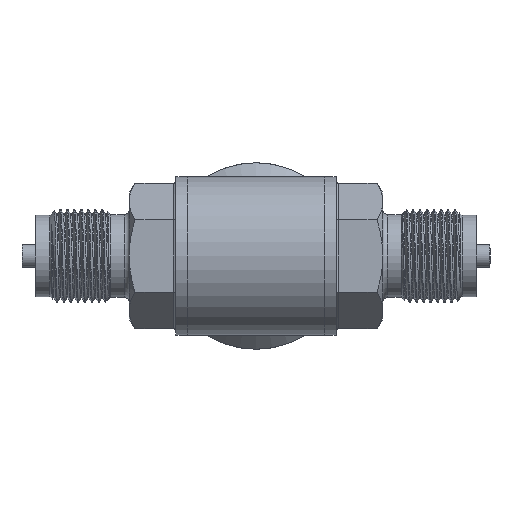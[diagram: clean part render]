
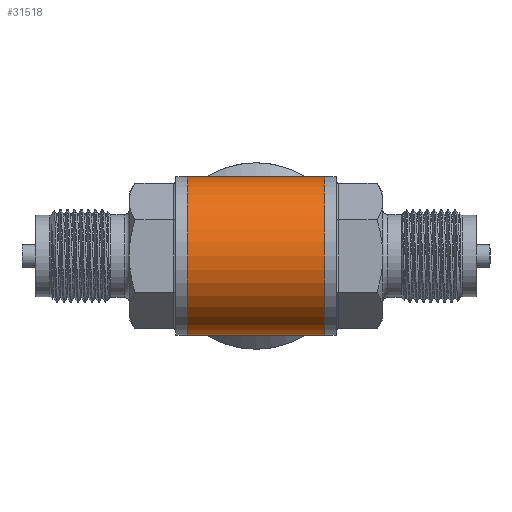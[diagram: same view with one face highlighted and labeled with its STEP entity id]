
A CAD part, front view. The second image highlights one B-rep face of the part: STEP entity #31518.
In plain terms, the highlighted cylindrical face has radius 17 mm (diameter 34 mm), a full revolution.
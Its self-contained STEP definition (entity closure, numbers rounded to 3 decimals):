
#175=FACE_BOUND('',#4044,.T.);
#2251=FACE_OUTER_BOUND('',#4043,.T.);
#4043=EDGE_LOOP('',(#23392,#23393,#23394,#23395));
#4044=EDGE_LOOP('',(#23396,#23397));
#5596=CIRCLE('',#33217,17.);
#5597=CIRCLE('',#33218,17.);
#6771=B_SPLINE_CURVE_WITH_KNOTS('',3,(#57642,#57643,#57644,#57645,#57646,
#57647,#57648,#57649,#57650,#57651,#57652,#57653,#57654,#57655,#57656,#57657,
#57658,#57659,#57660,#57661),.UNSPECIFIED.,.F.,.F.,(4,2,2,2,2,2,2,2,2,4),
(-5.022,-4.957,-4.66,-4.362,
-4.065,-3.767,-3.47,-2.9,
-2.615,-2.33),.UNSPECIFIED.);
#6772=B_SPLINE_CURVE_WITH_KNOTS('',3,(#57662,#57663,#57664,#57665,#57666,
#57667,#57668,#57669,#57670,#57671,#57672,#57673,#57674,#57675,#57676,#57677,
#57678,#57679,#57680,#57681,#57682,#57683,#57684,#57685,#57686,#57687,#57688,
#57689,#57690,#57691,#57692,#57693,#57694,#57695,#57696,#57697,#57698,#57699,
#57700,#57701,#57702,#57703,#57704),.UNSPECIFIED.,.F.,.F.,(4,2,2,2,2,2,
2,3,2,2,2,2,2,2,2,2,2,2,2,2,4),(-2.33,-2.045,-1.76,
-1.19,-0.893,-0.595,-0.298,
0.,0.298,0.595,0.893,1.19,
1.76,2.045,2.33,2.615,2.9,
3.47,3.767,4.065,4.297),
 .UNSPECIFIED.);
#7549=LINE('',#57720,#10588);
#10588=VECTOR('',#36089,17.);
#13961=VERTEX_POINT('',#57640);
#13962=VERTEX_POINT('',#57641);
#13965=VERTEX_POINT('',#57717);
#13966=VERTEX_POINT('',#57719);
#17499=EDGE_CURVE('',#13961,#13962,#6771,.T.);
#17500=EDGE_CURVE('',#13962,#13961,#6772,.T.);
#17505=EDGE_CURVE('',#13965,#13965,#5596,.T.);
#17506=EDGE_CURVE('',#13965,#13966,#7549,.T.);
#17507=EDGE_CURVE('',#13966,#13966,#5597,.T.);
#23392=ORIENTED_EDGE('',*,*,#17505,.F.);
#23393=ORIENTED_EDGE('',*,*,#17506,.T.);
#23394=ORIENTED_EDGE('',*,*,#17507,.F.);
#23395=ORIENTED_EDGE('',*,*,#17506,.F.);
#23396=ORIENTED_EDGE('',*,*,#17499,.T.);
#23397=ORIENTED_EDGE('',*,*,#17500,.T.);
#30922=CYLINDRICAL_SURFACE('',#33216,17.);
#31518=ADVANCED_FACE('',(#2251,#175),#30922,.T.);
#33216=AXIS2_PLACEMENT_3D('',#57716,#36085,#36086);
#33217=AXIS2_PLACEMENT_3D('',#57718,#36087,#36088);
#33218=AXIS2_PLACEMENT_3D('',#57721,#36090,#36091);
#36085=DIRECTION('center_axis',(1.,0.,0.));
#36086=DIRECTION('ref_axis',(0.,0.,-1.));
#36087=DIRECTION('center_axis',(1.,0.,0.));
#36088=DIRECTION('ref_axis',(0.,0.,-1.));
#36089=DIRECTION('',(-1.,0.,0.));
#36090=DIRECTION('center_axis',(-1.,0.,0.));
#36091=DIRECTION('ref_axis',(0.,0.,-1.));
#57640=CARTESIAN_POINT('',(3.5,9.909,13.813));
#57641=CARTESIAN_POINT('',(-14.25,17.,0.));
#57642=CARTESIAN_POINT('Ctrl Pts',(3.5,9.909,13.813));
#57643=CARTESIAN_POINT('Ctrl Pts',(3.3,9.838,13.864));
#57644=CARTESIAN_POINT('Ctrl Pts',(3.099,9.772,13.911));
#57645=CARTESIAN_POINT('Ctrl Pts',(1.961,9.433,14.147));
#57646=CARTESIAN_POINT('Ctrl Pts',(0.992,9.27,14.25));
#57647=CARTESIAN_POINT('Ctrl Pts',(-0.992,9.27,
14.25));
#57648=CARTESIAN_POINT('Ctrl Pts',(-1.961,9.433,14.147));
#57649=CARTESIAN_POINT('Ctrl Pts',(-3.829,9.99,13.759));
#57650=CARTESIAN_POINT('Ctrl Pts',(-4.729,10.381,13.475));
#57651=CARTESIAN_POINT('Ctrl Pts',(-6.439,11.264,12.746));
#57652=CARTESIAN_POINT('Ctrl Pts',(-7.251,11.755,12.301));
#57653=CARTESIAN_POINT('Ctrl Pts',(-8.759,12.741,11.277));
#57654=CARTESIAN_POINT('Ctrl Pts',(-9.454,13.234,10.698));
#57655=CARTESIAN_POINT('Ctrl Pts',(-11.268,14.569,8.885));
#57656=CARTESIAN_POINT('Ctrl Pts',(-12.355,15.44,7.35));
#57657=CARTESIAN_POINT('Ctrl Pts',(-13.475,16.354,4.732));
#57658=CARTESIAN_POINT('Ctrl Pts',(-13.766,16.596,3.807));
#57659=CARTESIAN_POINT('Ctrl Pts',(-14.154,16.919,1.916));
#57660=CARTESIAN_POINT('Ctrl Pts',(-14.25,17.,0.95));
#57661=CARTESIAN_POINT('Ctrl Pts',(-14.25,17.,0.));
#57662=CARTESIAN_POINT('Ctrl Pts',(-14.25,17.,0.));
#57663=CARTESIAN_POINT('Ctrl Pts',(-14.25,17.,-0.95));
#57664=CARTESIAN_POINT('Ctrl Pts',(-14.154,16.919,-1.916));
#57665=CARTESIAN_POINT('Ctrl Pts',(-13.766,16.596,-3.807));
#57666=CARTESIAN_POINT('Ctrl Pts',(-13.475,16.354,-4.732));
#57667=CARTESIAN_POINT('Ctrl Pts',(-12.355,15.44,-7.35));
#57668=CARTESIAN_POINT('Ctrl Pts',(-11.268,14.569,-8.885));
#57669=CARTESIAN_POINT('Ctrl Pts',(-9.454,13.234,-10.698));
#57670=CARTESIAN_POINT('Ctrl Pts',(-8.759,12.741,-11.277));
#57671=CARTESIAN_POINT('Ctrl Pts',(-7.251,11.755,-12.301));
#57672=CARTESIAN_POINT('Ctrl Pts',(-6.439,11.264,-12.746));
#57673=CARTESIAN_POINT('Ctrl Pts',(-4.729,10.381,-13.475));
#57674=CARTESIAN_POINT('Ctrl Pts',(-3.829,9.99,-13.759));
#57675=CARTESIAN_POINT('Ctrl Pts',(-1.961,9.433,-14.147));
#57676=CARTESIAN_POINT('Ctrl Pts',(-0.992,9.27,
-14.25));
#57677=CARTESIAN_POINT('Ctrl Pts',(0.,9.27,-14.25));
#57678=CARTESIAN_POINT('Ctrl Pts',(0.992,9.27,-14.25));
#57679=CARTESIAN_POINT('Ctrl Pts',(1.961,9.433,-14.147));
#57680=CARTESIAN_POINT('Ctrl Pts',(3.829,9.99,-13.759));
#57681=CARTESIAN_POINT('Ctrl Pts',(4.729,10.381,-13.475));
#57682=CARTESIAN_POINT('Ctrl Pts',(6.439,11.264,-12.746));
#57683=CARTESIAN_POINT('Ctrl Pts',(7.251,11.755,-12.301));
#57684=CARTESIAN_POINT('Ctrl Pts',(8.759,12.741,-11.277));
#57685=CARTESIAN_POINT('Ctrl Pts',(9.454,13.234,-10.698));
#57686=CARTESIAN_POINT('Ctrl Pts',(11.268,14.569,-8.885));
#57687=CARTESIAN_POINT('Ctrl Pts',(12.355,15.44,-7.35));
#57688=CARTESIAN_POINT('Ctrl Pts',(13.475,16.354,-4.732));
#57689=CARTESIAN_POINT('Ctrl Pts',(13.766,16.596,-3.807));
#57690=CARTESIAN_POINT('Ctrl Pts',(14.154,16.919,-1.916));
#57691=CARTESIAN_POINT('Ctrl Pts',(14.25,17.,-0.95));
#57692=CARTESIAN_POINT('Ctrl Pts',(14.25,17.,0.95));
#57693=CARTESIAN_POINT('Ctrl Pts',(14.154,16.919,1.916));
#57694=CARTESIAN_POINT('Ctrl Pts',(13.766,16.596,3.807));
#57695=CARTESIAN_POINT('Ctrl Pts',(13.475,16.354,4.732));
#57696=CARTESIAN_POINT('Ctrl Pts',(12.355,15.44,7.35));
#57697=CARTESIAN_POINT('Ctrl Pts',(11.268,14.569,8.885));
#57698=CARTESIAN_POINT('Ctrl Pts',(9.454,13.234,10.698));
#57699=CARTESIAN_POINT('Ctrl Pts',(8.759,12.741,11.277));
#57700=CARTESIAN_POINT('Ctrl Pts',(7.251,11.755,12.301));
#57701=CARTESIAN_POINT('Ctrl Pts',(6.439,11.264,12.746));
#57702=CARTESIAN_POINT('Ctrl Pts',(4.915,10.477,13.395));
#57703=CARTESIAN_POINT('Ctrl Pts',(4.219,10.163,13.631));
#57704=CARTESIAN_POINT('Ctrl Pts',(3.5,9.909,13.813));
#57716=CARTESIAN_POINT('Origin',(0.,0.,0.));
#57717=CARTESIAN_POINT('',(14.7,0.,17.));
#57718=CARTESIAN_POINT('Origin',(14.7,0.,0.));
#57719=CARTESIAN_POINT('',(-14.7,0.,17.));
#57720=CARTESIAN_POINT('',(0.,0.,17.));
#57721=CARTESIAN_POINT('Origin',(-14.7,0.,0.));
